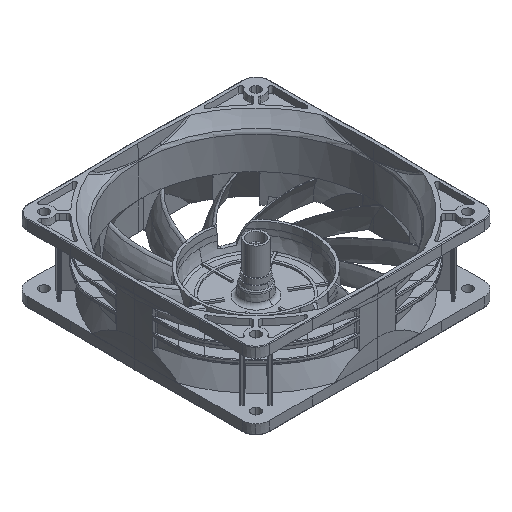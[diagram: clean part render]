
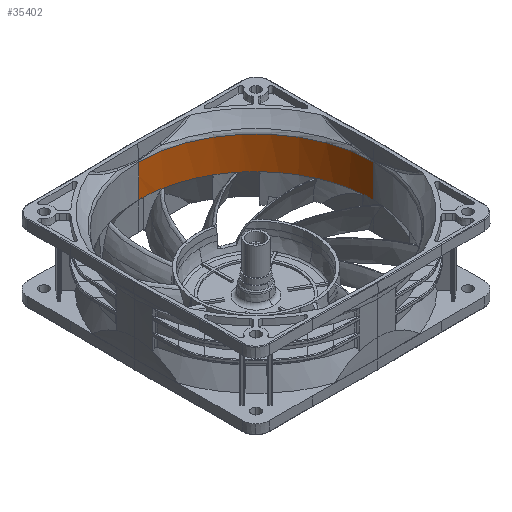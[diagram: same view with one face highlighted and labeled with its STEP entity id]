
A CAD part, isometric view. The second image highlights one B-rep face of the part: STEP entity #35402.
In plain terms, the highlighted conical face has half-angle 0.6 degrees and reference radius 58.118 mm.
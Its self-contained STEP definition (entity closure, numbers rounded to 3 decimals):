
#240 = CARTESIAN_POINT ( 'NONE',  ( 0., 58.034, -17. ) ) ;
#801 = CARTESIAN_POINT ( 'NONE',  ( -0.001, 58.14, -6.896 ) ) ;
#1532 = VERTEX_POINT ( 'NONE', #21242 ) ;
#1804 = ORIENTED_EDGE ( 'NONE', *, *, #25201, .F. ) ;
#1908 = ORIENTED_EDGE ( 'NONE', *, *, #55576, .F. ) ;
#2505 = VERTEX_POINT ( 'NONE', #36553 ) ;
#2535 = EDGE_CURVE ( 'NONE', #48970, #2505, #47889, .T. ) ;
#3201 = ORIENTED_EDGE ( 'NONE', *, *, #27487, .T. ) ;
#3695 = ORIENTED_EDGE ( 'NONE', *, *, #36368, .F. ) ;
#3795 = AXIS2_PLACEMENT_3D ( 'NONE', #4613, #28026, #50175 ) ;
#3841 = DIRECTION ( 'NONE',  ( 0., 0., 1. ) ) ;
#4613 = CARTESIAN_POINT ( 'NONE',  ( 0., 0., -17. ) ) ;
#4711 = ORIENTED_EDGE ( 'NONE', *, *, #38022, .T. ) ;
#4956 = VERTEX_POINT ( 'NONE', #24769 ) ;
#5339 = EDGE_CURVE ( 'NONE', #21954, #48970, #50641, .T. ) ;
#6324 = CONICAL_SURFACE ( 'NONE', #43653, 58.118, 0.01 ) ;
#6484 = CARTESIAN_POINT ( 'NONE',  ( 0., 0., -17. ) ) ;
#7111 = CIRCLE ( 'NONE', #40896, 58.034 ) ;
#7225 = CARTESIAN_POINT ( 'NONE',  ( 58.202, 0., -0.961 ) ) ;
#7896 = CIRCLE ( 'NONE', #56134, 58.034 ) ;
#8845 = CARTESIAN_POINT ( 'NONE',  ( 57.832, 4.841, -17. ) ) ;
#8966 = DIRECTION ( 'NONE',  ( 0., 0.01, 1. ) ) ;
#9935 = CARTESIAN_POINT ( 'NONE',  ( 36.522, 45.101, -17. ) ) ;
#10640 = AXIS2_PLACEMENT_3D ( 'NONE', #46302, #33312, #19303 ) ;
#10979 = AXIS2_PLACEMENT_3D ( 'NONE', #19893, #11297, #19708 ) ;
#11297 = DIRECTION ( 'NONE',  ( 0., 0., -1. ) ) ;
#12481 = VERTEX_POINT ( 'NONE', #9935 ) ;
#12613 = VERTEX_POINT ( 'NONE', #26849 ) ;
#13441 = CARTESIAN_POINT ( 'NONE',  ( -0.001, 58.14, -6.896 ) ) ;
#13605 = CIRCLE ( 'NONE', #10979, 58.034 ) ;
#14697 = CIRCLE ( 'NONE', #44981, 58.034 ) ;
#14790 = AXIS2_PLACEMENT_3D ( 'NONE', #52070, #56698, #30118 ) ;
#15394 = DIRECTION ( 'NONE',  ( 0.01, 0., 1. ) ) ;
#15400 = CARTESIAN_POINT ( 'NONE',  ( 0., 0., -8.98 ) ) ;
#16373 = EDGE_CURVE ( 'NONE', #1532, #12613, #14697, .T. ) ;
#16686 = ORIENTED_EDGE ( 'NONE', *, *, #2535, .T. ) ;
#17584 = CARTESIAN_POINT ( 'NONE',  ( 41.811, 40.247, -17. ) ) ;
#17816 = CARTESIAN_POINT ( 'NONE',  ( 28.868, 50.345, -17. ) ) ;
#17877 = VERTEX_POINT ( 'NONE', #17816 ) ;
#18769 = ORIENTED_EDGE ( 'NONE', *, *, #31564, .F. ) ;
#19303 = DIRECTION ( 'NONE',  ( 1., 0., 0. ) ) ;
#19708 = DIRECTION ( 'NONE',  ( 1., 0., 0. ) ) ;
#19893 = CARTESIAN_POINT ( 'NONE',  ( 0., 0., -17. ) ) ;
#21242 = CARTESIAN_POINT ( 'NONE',  ( 2.165, 57.994, -17. ) ) ;
#21736 = DIRECTION ( 'NONE',  ( 0.497, 0.867, 0. ) ) ;
#21954 = VERTEX_POINT ( 'NONE', #55976 ) ;
#22479 = ORIENTED_EDGE ( 'NONE', *, *, #16373, .T. ) ;
#22853 = AXIS2_PLACEMENT_3D ( 'NONE', #50679, #23460, #24047 ) ;
#23406 = VERTEX_POINT ( 'NONE', #33990 ) ;
#23460 = DIRECTION ( 'NONE',  ( 0., 0., 1. ) ) ;
#24047 = DIRECTION ( 'NONE',  ( 0.72, 0.694, 0. ) ) ;
#24559 = CIRCLE ( 'NONE', #14790, 58.034 ) ;
#24605 = EDGE_CURVE ( 'NONE', #49788, #23406, #57564, .T. ) ;
#24769 = CARTESIAN_POINT ( 'NONE',  ( -0.001, 58.14, -6.896 ) ) ;
#25201 = EDGE_CURVE ( 'NONE', #41514, #12481, #42299, .T. ) ;
#26009 = EDGE_LOOP ( 'NONE', ( #3201, #49380, #16686, #1908, #4711, #3695, #22479, #18769, #31258, #1804, #56088, #51790 ) ) ;
#26849 = CARTESIAN_POINT ( 'NONE',  ( 11.378, 56.908, -17. ) ) ;
#27487 = EDGE_CURVE ( 'NONE', #49788, #21954, #13605, .T. ) ;
#28026 = DIRECTION ( 'NONE',  ( 0., 0., 1. ) ) ;
#28687 = LINE ( 'NONE', #13441, #34286 ) ;
#29246 = AXIS2_PLACEMENT_3D ( 'NONE', #30585, #3841, #57352 ) ;
#29389 = EDGE_CURVE ( 'NONE', #41514, #23406, #7896, .T. ) ;
#30118 = DIRECTION ( 'NONE',  ( 0.497, 0.867, 0. ) ) ;
#30585 = CARTESIAN_POINT ( 'NONE',  ( 0., 0., -17. ) ) ;
#30905 = DIRECTION ( 'NONE',  ( 0.72, 0.694, 0. ) ) ;
#31258 = ORIENTED_EDGE ( 'NONE', *, *, #54886, .T. ) ;
#31564 = EDGE_CURVE ( 'NONE', #17877, #12613, #7111, .T. ) ;
#33312 = DIRECTION ( 'NONE',  ( 0., 0., 1. ) ) ;
#33990 = CARTESIAN_POINT ( 'NONE',  ( 53.298, 22.963, -17. ) ) ;
#34286 = VECTOR ( 'NONE', #8966, 1000. ) ;
#34823 = DIRECTION ( 'NONE',  ( 0., 0., -1. ) ) ;
#35402 = ADVANCED_FACE ( 'NONE', ( #39117 ), #6324, .F. ) ;
#35728 = VERTEX_POINT ( 'NONE', #240 ) ;
#36368 = EDGE_CURVE ( 'NONE', #1532, #35728, #46685, .T. ) ;
#36553 = CARTESIAN_POINT ( 'NONE',  ( -0.002, 58.202, -0.961 ) ) ;
#38022 = EDGE_CURVE ( 'NONE', #4956, #35728, #54437, .T. ) ;
#39117 = FACE_OUTER_BOUND ( 'NONE', #26009, .T. ) ;
#40896 = AXIS2_PLACEMENT_3D ( 'NONE', #48510, #56677, #21736 ) ;
#41031 = DIRECTION ( 'NONE',  ( 1., 0., 0. ) ) ;
#41514 = VERTEX_POINT ( 'NONE', #17584 ) ;
#42299 = CIRCLE ( 'NONE', #22853, 58.034 ) ;
#42618 = VECTOR ( 'NONE', #49689, 1000. ) ;
#43653 = AXIS2_PLACEMENT_3D ( 'NONE', #15400, #55445, #41031 ) ;
#44981 = AXIS2_PLACEMENT_3D ( 'NONE', #6484, #51073, #46399 ) ;
#46302 = CARTESIAN_POINT ( 'NONE',  ( 0., 0., -0.961 ) ) ;
#46399 = DIRECTION ( 'NONE',  ( 0.037, 0.999, 0. ) ) ;
#46685 = CIRCLE ( 'NONE', #29246, 58.034 ) ;
#46697 = CARTESIAN_POINT ( 'NONE',  ( 58.118, 0., -8.98 ) ) ;
#47889 = CIRCLE ( 'NONE', #10640, 58.202 ) ;
#48510 = CARTESIAN_POINT ( 'NONE',  ( 0., 0., -17. ) ) ;
#48970 = VERTEX_POINT ( 'NONE', #7225 ) ;
#49380 = ORIENTED_EDGE ( 'NONE', *, *, #5339, .T. ) ;
#49689 = DIRECTION ( 'NONE',  ( 0., -0.01, -1. ) ) ;
#49788 = VERTEX_POINT ( 'NONE', #8845 ) ;
#49961 = VECTOR ( 'NONE', #15394, 1000. ) ;
#50175 = DIRECTION ( 'NONE',  ( 0.997, 0.083, 0. ) ) ;
#50641 = LINE ( 'NONE', #46697, #49961 ) ;
#50679 = CARTESIAN_POINT ( 'NONE',  ( 0., 0., -17. ) ) ;
#51073 = DIRECTION ( 'NONE',  ( 0., 0., -1. ) ) ;
#51790 = ORIENTED_EDGE ( 'NONE', *, *, #24605, .F. ) ;
#52070 = CARTESIAN_POINT ( 'NONE',  ( 0., 0., -17. ) ) ;
#54437 = LINE ( 'NONE', #801, #42618 ) ;
#54886 = EDGE_CURVE ( 'NONE', #17877, #12481, #24559, .T. ) ;
#55445 = DIRECTION ( 'NONE',  ( 0., 0., 1. ) ) ;
#55576 = EDGE_CURVE ( 'NONE', #4956, #2505, #28687, .T. ) ;
#55976 = CARTESIAN_POINT ( 'NONE',  ( 58.034, 0., -17. ) ) ;
#56088 = ORIENTED_EDGE ( 'NONE', *, *, #29389, .T. ) ;
#56134 = AXIS2_PLACEMENT_3D ( 'NONE', #57661, #34823, #30905 ) ;
#56677 = DIRECTION ( 'NONE',  ( 0., 0., 1. ) ) ;
#56698 = DIRECTION ( 'NONE',  ( 0., 0., -1. ) ) ;
#57352 = DIRECTION ( 'NONE',  ( 0.037, 0.999, 0. ) ) ;
#57564 = CIRCLE ( 'NONE', #3795, 58.034 ) ;
#57661 = CARTESIAN_POINT ( 'NONE',  ( 0., 0., -17. ) ) ;
